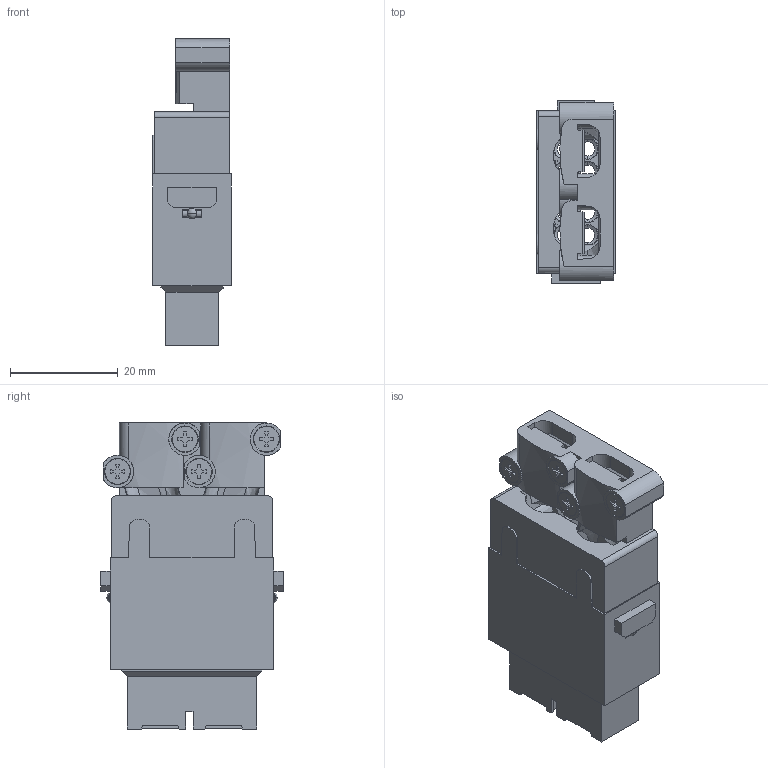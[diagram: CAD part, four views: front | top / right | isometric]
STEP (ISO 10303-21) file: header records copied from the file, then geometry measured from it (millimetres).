
FILE_DESCRIPTION(('CATIA V5 STEP Exchange','CAx-IF Rec.Pracs.--- Model Styling and Organization---1.5--- 2016-08-15','CAx-IF Rec.Pracs.---Supplemental Geometry---1.0---2011-11-01','CAx-IF Rec.Pracs.--- Composite Materials ---1.1---2010-07-15'),'2;1');
FILE_NAME ('2066233-2_1', '2025-10-02T06:21:01+00:00', ('none'), ('Weidmueller'), 'CATIA Version 5-6 Release 2024 SP4', 'CATIA V5 STEP AP214 v3', 'none');
FILE_SCHEMA(('AUTOMOTIVE_DESIGN { 1 0 10303 214 1 1 1 1 }'));
Length unit declared in the file: millimetre
Products named in the file (1): 3092850000
Bounding box: 14.6 x 33.85 x 56.7 mm (x, y, z)
Volume: 14805.1 mm3; surface area: 10729.9 mm2
Topology: 1 solids, 1 shells, 860 faces, 2523 edges, 1690 vertices
Faces by surface type: plane 617, cylinder 132, cone 88, bspline 12, extrusion 5, torus 4, sphere 2
Entity records: 28714 total; most frequent: CARTESIAN_POINT 6926, ORIENTED_EDGE 5038, DIRECTION 3491, EDGE_CURVE 2519, VECTOR 1919, LINE 1914, VERTEX_POINT 1690, AXIS2_PLACEMENT_3D 982
